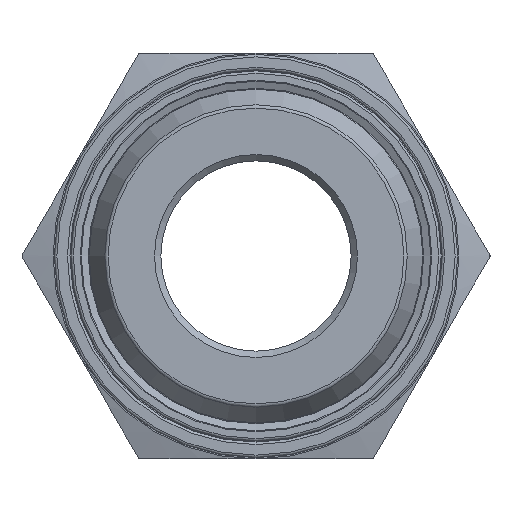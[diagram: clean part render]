
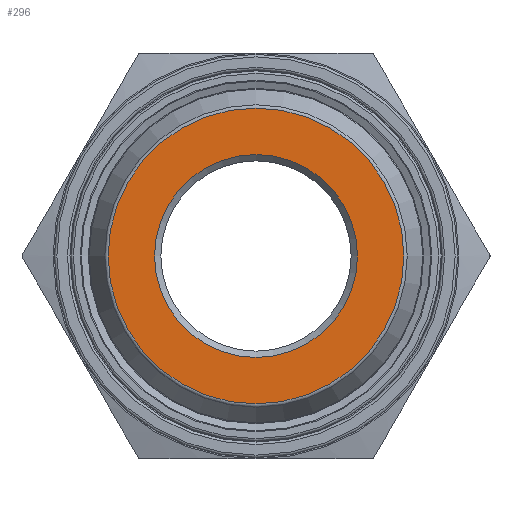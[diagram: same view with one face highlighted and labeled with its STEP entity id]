
A CAD part, left-side view. The second image highlights one B-rep face of the part: STEP entity #296.
In plain terms, the highlighted planar face has unit normal (-1, 0, 0).
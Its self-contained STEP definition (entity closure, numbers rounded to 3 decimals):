
#296=ADVANCED_FACE('',(#401,#402),#340,.F.);
#340=PLANE('',#1156);
#401=FACE_BOUND('',#525,.T.);
#402=FACE_BOUND('',#526,.T.);
#525=EDGE_LOOP('',(#726));
#526=EDGE_LOOP('',(#727));
#726=ORIENTED_EDGE('',*,*,#979,.T.);
#727=ORIENTED_EDGE('',*,*,#980,.T.);
#873=VERTEX_POINT('',#1925);
#874=VERTEX_POINT('',#1927);
#979=EDGE_CURVE('',#873,#873,#1043,.T.);
#980=EDGE_CURVE('',#874,#874,#1044,.T.);
#1043=CIRCLE('',#1154,8.);
#1044=CIRCLE('',#1155,11.661);
#1154=AXIS2_PLACEMENT_3D('',#1924,#1393,#1394);
#1155=AXIS2_PLACEMENT_3D('',#1926,#1395,#1396);
#1156=AXIS2_PLACEMENT_3D('',#1928,#1397,#1398);
#1393=DIRECTION('',(1.,0.,0.));
#1394=DIRECTION('',(0.,0.,-1.));
#1395=DIRECTION('',(-1.,0.,0.));
#1396=DIRECTION('',(0.,0.,-1.));
#1397=DIRECTION('',(1.,0.,0.));
#1398=DIRECTION('',(0.,0.,-1.));
#1924=CARTESIAN_POINT('',(123.955,0.,0.));
#1925=CARTESIAN_POINT('',(123.955,0.,-8.));
#1926=CARTESIAN_POINT('',(123.955,0.,0.));
#1927=CARTESIAN_POINT('',(123.955,0.,-11.661));
#1928=CARTESIAN_POINT('',(123.955,-18.29,0.));
